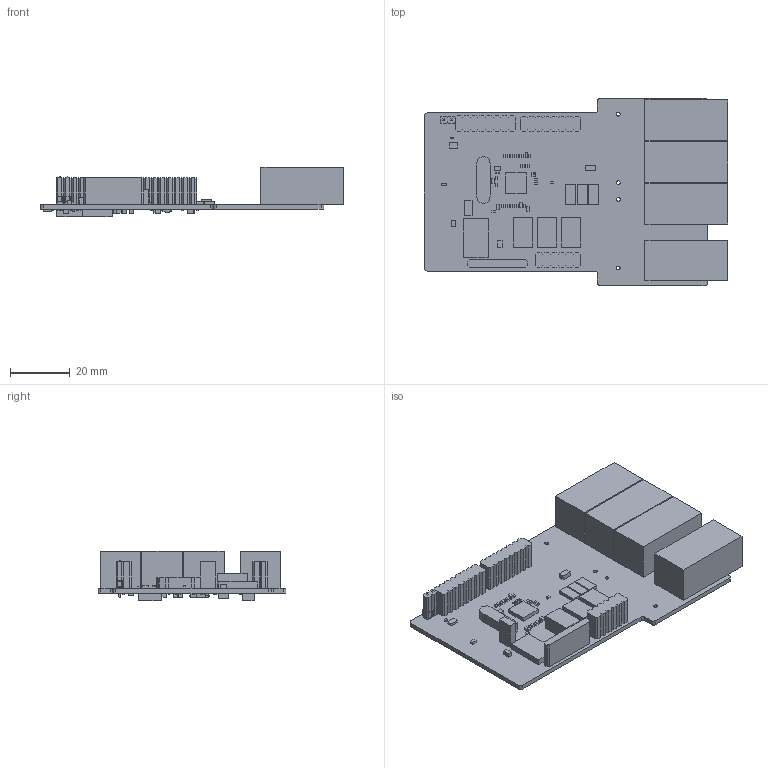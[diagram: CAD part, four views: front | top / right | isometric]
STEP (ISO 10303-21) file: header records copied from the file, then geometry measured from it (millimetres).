
FILE_DESCRIPTION(('Open CASCADE Model'),'2;1');
FILE_NAME('Open CASCADE Shape Model','2020-01-13T20:44:25',('Author'),( 'Open CASCADE'),'Open CASCADE STEP processor 6.8','Open CASCADE 6.8' ,'Unknown');
FILE_SCHEMA(('AUTOMOTIVE_DESIGN { 1 0 10303 214 1 1 1 1 }'));
Length unit declared in the file: millimetre
Products named in the file (162): PCB; Board; IC12; 6900017728; Extruded; C32; 6900017920; R28; 5872007296; IC5; 6900013120; IC3; IC2; C30; IC11; 6900014848; C21; R32; R34; R35; JP1; 6900017536; C3; 6900017344; C2; C4; C5; C1; C7; C8; C6; C9; C10; C11; C13; C12; C16; C14; C15; C19 ...
Assembly tree (231 placements, depth 4):
  PCB
    Board
    IC12
      6900017728
        Extruded
    C32
      6900017920
        Extruded
    R28
      5872007296
        Extruded
    IC5
      6900013120
        Extruded
    IC3
      6900013120
        Extruded
    IC2
      6900013120
        Extruded
    C30
      5872007296
        Extruded
    IC11
      6900014848
        Extruded
    C21
      6900017920
        Extruded
    R32
      6900017920
        Extruded
    R34
      5872007296
        Extruded
    R35
      6900017920
        Extruded
    JP1
      6900017536
        Extruded
    C3
      6900017344
        Extruded
    C2
      6900017920
        Extruded
    C4
      5872007296
        Extruded
    C5
      5872007296
        Extruded
    C1
      5872007296
        Extruded
    C7
      6900017920
        Extruded
    C8
Bounding box: 101.66 x 63 x 16.71 mm (x, y, z)
Volume: 32286.8 mm3; surface area: 24942.5 mm2
Topology: 101 solids, 103 shells, 933 faces, 2178 edges, 1451 vertices
Faces by surface type: plane 817, cylinder 108, bspline 8
Full cylindrical faces by diameter (mm): 0.85 x24, 1.067 x56, 1.3 x4, 1.7 x16
Entity records: 18516 total; most frequent: CARTESIAN_POINT 3403, DIRECTION 2603, ORIENTED_EDGE 2378, EDGE_CURVE 1193, AXIS2_PLACEMENT_3D 907, VERTEX_POINT 790, LINE 789, VECTOR 789
